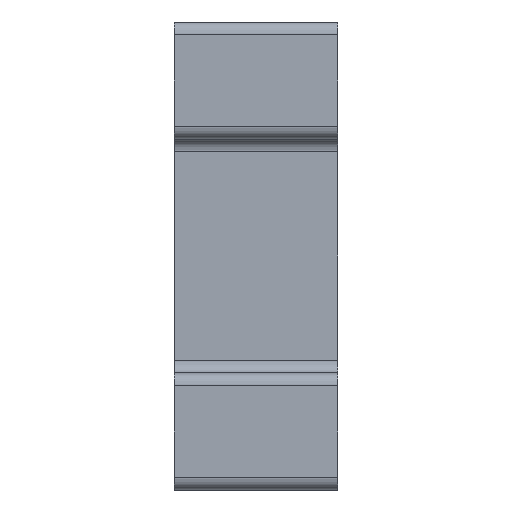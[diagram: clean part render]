
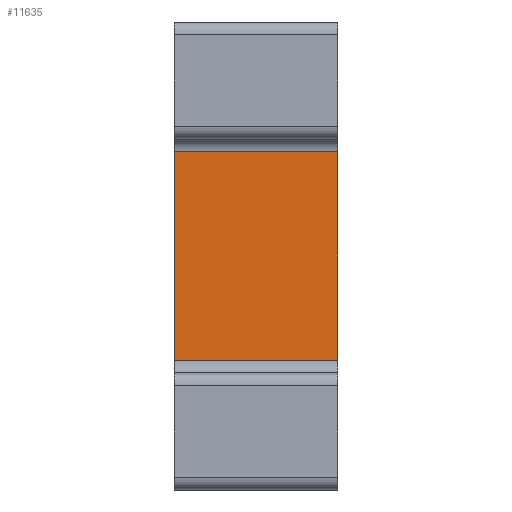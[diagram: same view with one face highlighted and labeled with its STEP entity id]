
A CAD part, left-side view. The second image highlights one B-rep face of the part: STEP entity #11635.
In plain terms, the highlighted planar face has unit normal (-1, 0, 0).
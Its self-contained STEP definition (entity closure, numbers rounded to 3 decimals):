
#2359=DIRECTION('',(0.,1.,0.));
#2360=VECTOR('',#2359,7.);
#2361=CARTESIAN_POINT('',(38.021,-6.714,
-11.601));
#2362=LINE('',#2361,#2360);
#2363=DIRECTION('',(0.,0.,-1.));
#2364=VECTOR('',#2363,8.9);
#2365=CARTESIAN_POINT('',(38.021,0.286,
-2.701));
#2366=LINE('',#2365,#2364);
#2367=DIRECTION('',(0.,-1.,0.));
#2368=VECTOR('',#2367,7.);
#2369=CARTESIAN_POINT('',(38.021,0.286,
-2.701));
#2370=LINE('',#2369,#2368);
#2445=DIRECTION('',(0.,0.,-1.));
#2446=VECTOR('',#2445,8.9);
#2447=CARTESIAN_POINT('',(38.021,-6.714,
-2.701));
#2448=LINE('',#2447,#2446);
#5474=CARTESIAN_POINT('',(38.021,-6.714,
-11.601));
#5475=VERTEX_POINT('',#5474);
#5496=CARTESIAN_POINT('',(38.021,0.286,
-2.701));
#5497=VERTEX_POINT('',#5496);
#5498=CARTESIAN_POINT('',(38.021,0.286,
-11.601));
#5499=VERTEX_POINT('',#5498);
#5500=CARTESIAN_POINT('',(38.021,-6.714,
-2.701));
#5501=VERTEX_POINT('',#5500);
#11622=CARTESIAN_POINT('',(38.021,-6.856,
-11.779));
#11623=DIRECTION('',(-1.,0.,0.));
#11624=DIRECTION('',(0.,0.,1.));
#11625=AXIS2_PLACEMENT_3D('',#11622,#11623,#11624);
#11626=PLANE('',#11625);
#11628=ORIENTED_EDGE('',*,*,#11627,.T.);
#11630=ORIENTED_EDGE('',*,*,#11629,.T.);
#11631=ORIENTED_EDGE('',*,*,#11608,.T.);
#11632=ORIENTED_EDGE('',*,*,#11407,.F.);
#11633=EDGE_LOOP('',(#11628,#11630,#11631,#11632));
#11634=FACE_OUTER_BOUND('',#11633,.F.);
#11635=ADVANCED_FACE('',(#11634),#11626,.T.);
#11407=EDGE_CURVE('',#5497,#5499,#2366,.T.);
#11608=EDGE_CURVE('',#5475,#5499,#2362,.T.);
#11627=EDGE_CURVE('',#5497,#5501,#2370,.T.);
#11629=EDGE_CURVE('',#5501,#5475,#2448,.T.);
